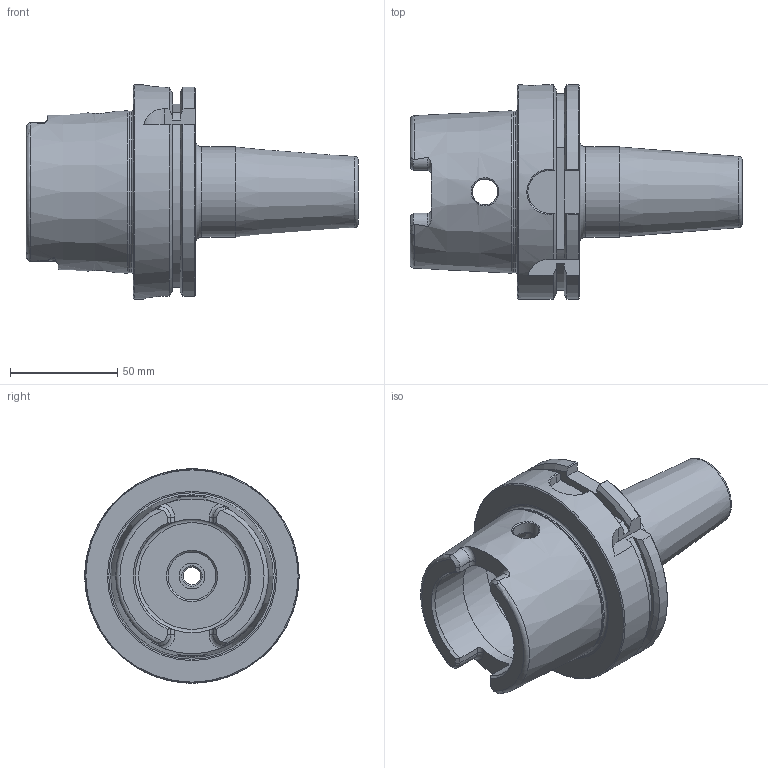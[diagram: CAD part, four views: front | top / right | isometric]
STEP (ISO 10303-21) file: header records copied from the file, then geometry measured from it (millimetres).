
FILE_DESCRIPTION((''),'2;1');
FILE_NAME('INT''H100A-75SF413-9.iam.step','2010-04-15T14:24:21',(''),(''),'Autodesk Inventor 2009','Autodesk Inventor 2009','');
FILE_SCHEMA(('AUTOMOTIVE_DESIGN { 1 0 10303 214 1 1 1 1 }'));
Length unit declared in the file: inch
Products named in the file (3): H100A-75SF413-9; H100A-75SF413-9-1; BS-SFM161-20
Assembly tree (2 placements, depth 2):
  H100A-75SF413-9
    H100A-75SF413-9-1
    BS-SFM161-20
Bounding box: 154.9 x 100 x 100 mm (x, y, z)
Volume: 326832 mm3; surface area: 64259.5 mm2
Topology: 2 solids, 2 shells, 149 faces, 376 edges, 235 vertices
Faces by surface type: plane 49, bspline 32, cylinder 30, cone 29, torus 9
Full cylindrical faces by diameter (mm): 10 x1, 12 x2, 19.017 x1, 19.779 x1, 22.377 x1, 25.016 x1, 42 x1, 53 x2, 63 x1, 75.364 x1, 100 x1
Entity records: 6040 total; most frequent: CARTESIAN_POINT 2740, ORIENTED_EDGE 650, DIRECTION 581, EDGE_CURVE 325, AXIS2_PLACEMENT_3D 238, VERTEX_POINT 222, EDGE_LOOP 199, FACE_OUTER_BOUND 149
